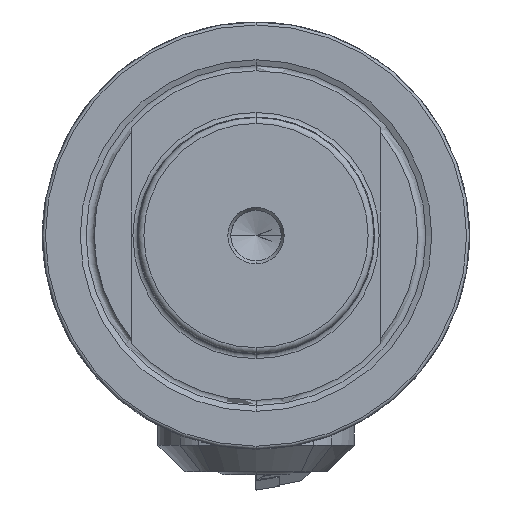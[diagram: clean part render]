
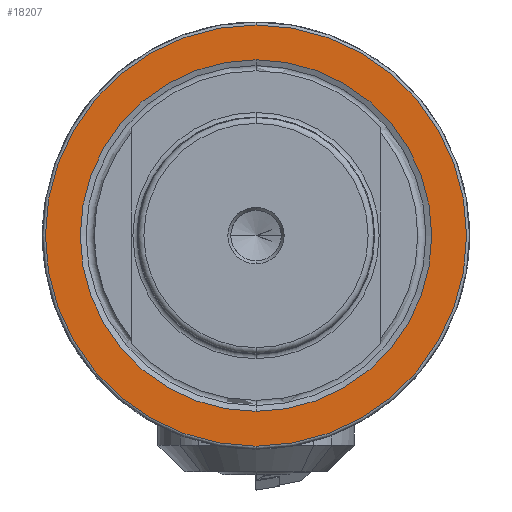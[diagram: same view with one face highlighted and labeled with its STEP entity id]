
A CAD part, left-side view. The second image highlights one B-rep face of the part: STEP entity #18207.
In plain terms, the highlighted planar face has unit normal (-1, 0, 0).
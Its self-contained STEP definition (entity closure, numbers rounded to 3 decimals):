
#191 = AXIS2_PLACEMENT_3D ( 'NONE', #2179, #22599, #5061 ) ;
#904 = CARTESIAN_POINT ( 'NONE',  ( 40., 0., 0. ) ) ;
#1664 = DIRECTION ( 'NONE',  ( -1., 0., 0. ) ) ;
#1913 = CARTESIAN_POINT ( 'NONE',  ( 40., 0., 29.626 ) ) ;
#2179 = CARTESIAN_POINT ( 'NONE',  ( 40., 0., 0. ) ) ;
#3284 = EDGE_LOOP ( 'NONE', ( #23397, #8393 ) ) ;
#3825 = DIRECTION ( 'NONE',  ( 0., 0., 1. ) ) ;
#3995 = CIRCLE ( 'NONE', #35604, 35.5 ) ;
#4519 = CARTESIAN_POINT ( 'NONE',  ( 40., -29.626, 0. ) ) ;
#5061 = DIRECTION ( 'NONE',  ( 0., 0., 1. ) ) ;
#5732 = AXIS2_PLACEMENT_3D ( 'NONE', #19081, #1664, #22045 ) ;
#6007 = FACE_BOUND ( 'NONE', #3284, .T. ) ;
#6071 = DIRECTION ( 'NONE',  ( -1., 0., 0. ) ) ;
#6231 = CARTESIAN_POINT ( 'NONE',  ( 40., 0., -29.626 ) ) ;
#8393 = ORIENTED_EDGE ( 'NONE', *, *, #15602, .F. ) ;
#9745 = AXIS2_PLACEMENT_3D ( 'NONE', #4519, #27924, #10374 ) ;
#10374 = DIRECTION ( 'NONE',  ( 0., 0., -1. ) ) ;
#13354 = ORIENTED_EDGE ( 'NONE', *, *, #14313, .T. ) ;
#14313 = EDGE_CURVE ( 'NONE', #34380, #24509, #3995, .T. ) ;
#15602 = EDGE_CURVE ( 'NONE', #20234, #37529, #24502, .T. ) ;
#15689 = EDGE_LOOP ( 'NONE', ( #13354, #35340 ) ) ;
#16267 = AXIS2_PLACEMENT_3D ( 'NONE', #904, #21308, #3825 ) ;
#18207 = ADVANCED_FACE ( 'NONE', ( #6007, #21555 ), #24995, .F. ) ;
#19081 = CARTESIAN_POINT ( 'NONE',  ( 40., 0., 0. ) ) ;
#20234 = VERTEX_POINT ( 'NONE', #6231 ) ;
#21308 = DIRECTION ( 'NONE',  ( -1., 0., 0. ) ) ;
#21555 = FACE_OUTER_BOUND ( 'NONE', #15689, .T. ) ;
#22045 = DIRECTION ( 'NONE',  ( 0., 0., 1. ) ) ;
#22599 = DIRECTION ( 'NONE',  ( -1., 0., 0. ) ) ;
#23360 = EDGE_CURVE ( 'NONE', #24509, #34380, #28305, .T. ) ;
#23397 = ORIENTED_EDGE ( 'NONE', *, *, #34323, .F. ) ;
#23613 = CARTESIAN_POINT ( 'NONE',  ( 40., 0., 0. ) ) ;
#24502 = CIRCLE ( 'NONE', #16267, 29.626 ) ;
#24509 = VERTEX_POINT ( 'NONE', #36598 ) ;
#24995 = PLANE ( 'NONE',  #9745 ) ;
#26544 = DIRECTION ( 'NONE',  ( 0., 0., 1. ) ) ;
#27690 = CIRCLE ( 'NONE', #5732, 29.626 ) ;
#27924 = DIRECTION ( 'NONE',  ( 1., 0., 0. ) ) ;
#28214 = CARTESIAN_POINT ( 'NONE',  ( 40., 0., 35.5 ) ) ;
#28305 = CIRCLE ( 'NONE', #191, 35.5 ) ;
#34323 = EDGE_CURVE ( 'NONE', #37529, #20234, #27690, .T. ) ;
#34380 = VERTEX_POINT ( 'NONE', #28214 ) ;
#35340 = ORIENTED_EDGE ( 'NONE', *, *, #23360, .T. ) ;
#35604 = AXIS2_PLACEMENT_3D ( 'NONE', #23613, #6071, #26544 ) ;
#36598 = CARTESIAN_POINT ( 'NONE',  ( 40., 0., -35.5 ) ) ;
#37529 = VERTEX_POINT ( 'NONE', #1913 ) ;
